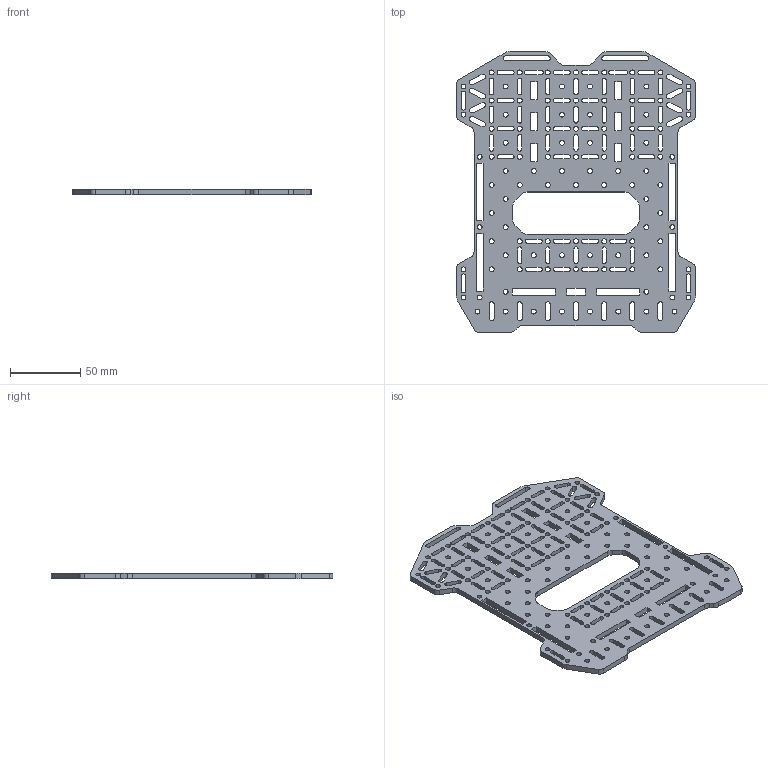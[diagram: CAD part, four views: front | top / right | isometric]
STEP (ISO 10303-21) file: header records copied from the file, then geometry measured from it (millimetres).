
FILE_DESCRIPTION(('STEP AP242'), '1');
FILE_NAME('Ïëàñòèíà-Íèæíÿÿ-C1-V2', '', ('UNSPECIFIED'), ('UNSPECIFIED'), 'C3D Converter', 'C3D Toolkit', '');
FILE_SCHEMA(('AP242_MANAGED_MODEL_BASED_3D_ENGINEERING_MIM_LF { 1 0 10303 442 1 1 4 }'));
Length unit declared in the file: millimetre
Products named in the file (4): -01
Assembly tree (3 placements, depth 2):
  (unnamed)
    -01
    (unnamed)
    (unnamed)
Bounding box: 170 x 200 x 4 mm (x, y, z)
Volume: 87553.9 mm3; surface area: 63653.4 mm2
Topology: 1 solids, 1 shells, 513 faces, 1533 edges, 1022 vertices
Faces by surface type: cylinder 281, plane 232
Full cylindrical faces by diameter (mm): 3.4 x6, 3.5 x97
Entity records: 17899 total; most frequent: DIRECTION 3026, CARTESIAN_POINT 2969, ORIENTED_EDGE 2860, EDGE_CURVE 1430, AXIS2_PLACEMENT_3D 1079, VERTEX_POINT 1022, EDGE_LOOP 996, LINE 868
